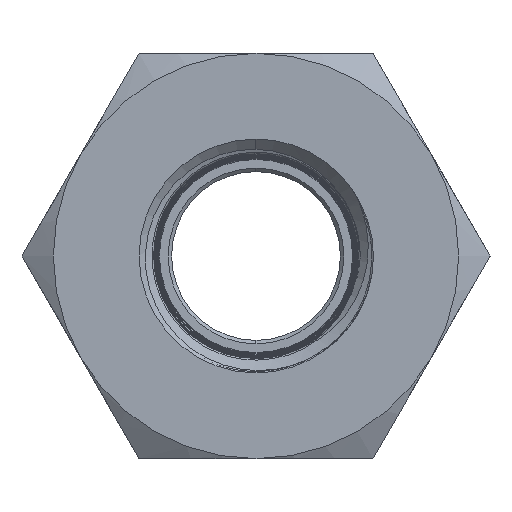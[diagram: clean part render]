
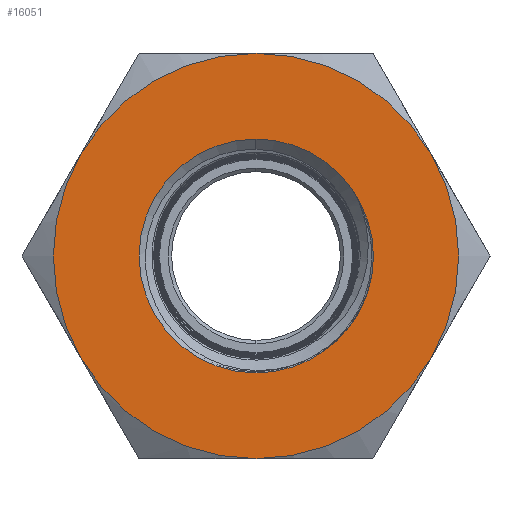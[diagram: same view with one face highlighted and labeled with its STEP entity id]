
A CAD part, front view. The second image highlights one B-rep face of the part: STEP entity #16051.
In plain terms, the highlighted planar face has unit normal (0, -1, 0).
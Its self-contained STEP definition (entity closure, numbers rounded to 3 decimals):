
#153 = CARTESIAN_POINT ( 'NONE',  ( 0., -21.3, 0. ) ) ;
#159 = CARTESIAN_POINT ( 'NONE',  ( 10.392, -21.3, 6. ) ) ;
#565 = VERTEX_POINT ( 'NONE', #22576 ) ;
#1080 = EDGE_CURVE ( 'NONE', #29364, #26185, #2242, .T. ) ;
#1491 = CARTESIAN_POINT ( 'NONE',  ( 0., -21.3, 0. ) ) ;
#1513 = ORIENTED_EDGE ( 'NONE', *, *, #6407, .T. ) ;
#1632 = CARTESIAN_POINT ( 'NONE',  ( 6.182, -21.3, 3.118 ) ) ;
#1766 = CARTESIAN_POINT ( 'NONE',  ( 6.821, -21.3, -1.353 ) ) ;
#1975 = ORIENTED_EDGE ( 'NONE', *, *, #22659, .F. ) ;
#2242 = CIRCLE ( 'NONE', #34916, 6.924 ) ;
#2832 = DIRECTION ( 'NONE',  ( 0., 0., 1. ) ) ;
#2986 = ORIENTED_EDGE ( 'NONE', *, *, #36870, .F. ) ;
#3050 = CARTESIAN_POINT ( 'NONE',  ( 0., -21.3, 0. ) ) ;
#3177 = DIRECTION ( 'NONE',  ( 0., 0., 1. ) ) ;
#3220 = ORIENTED_EDGE ( 'NONE', *, *, #40424, .F. ) ;
#3334 = DIRECTION ( 'NONE',  ( 0., 0., 1. ) ) ;
#4627 = EDGE_CURVE ( 'NONE', #23986, #12027, #12577, .T. ) ;
#4669 = DIRECTION ( 'NONE',  ( 0., 0., -1. ) ) ;
#4885 = CARTESIAN_POINT ( 'NONE',  ( 0., -21.3, -6.924 ) ) ;
#4895 = CIRCLE ( 'NONE', #39160, 12. ) ;
#4949 = CARTESIAN_POINT ( 'NONE',  ( 6.433, -21.3, -2.645 ) ) ;
#6020 = AXIS2_PLACEMENT_3D ( 'NONE', #153, #22278, #3334 ) ;
#6216 = DIRECTION ( 'NONE',  ( 0., 1., 0. ) ) ;
#6244 = DIRECTION ( 'NONE',  ( 0., 0., 1. ) ) ;
#6407 = EDGE_CURVE ( 'NONE', #26185, #31253, #35490, .T. ) ;
#6989 = CARTESIAN_POINT ( 'NONE',  ( 0., -21.3, 12. ) ) ;
#7996 = CARTESIAN_POINT ( 'NONE',  ( 6.437, -21.3, 2.635 ) ) ;
#9326 = VERTEX_POINT ( 'NONE', #31813 ) ;
#9880 = DIRECTION ( 'NONE',  ( 0., 1., 0. ) ) ;
#11167 = CARTESIAN_POINT ( 'NONE',  ( 6.823, -21.3, 1.343 ) ) ;
#11189 = AXIS2_PLACEMENT_3D ( 'NONE', #12102, #34240, #15286 ) ;
#11693 = AXIS2_PLACEMENT_3D ( 'NONE', #25156, #6216, #28350 ) ;
#11853 = AXIS2_PLACEMENT_3D ( 'NONE', #15577, #37742, #18748 ) ;
#12027 = VERTEX_POINT ( 'NONE', #21169 ) ;
#12102 = CARTESIAN_POINT ( 'NONE',  ( 0., -21.3, 0. ) ) ;
#12416 = AXIS2_PLACEMENT_3D ( 'NONE', #28844, #9880, #32015 ) ;
#12577 = CIRCLE ( 'NONE', #11693, 12. ) ;
#12882 = CIRCLE ( 'NONE', #30998, 12. ) ;
#13326 = VERTEX_POINT ( 'NONE', #159 ) ;
#14354 = CARTESIAN_POINT ( 'NONE',  ( 6.938, -21.3, 0.534 ) ) ;
#15286 = DIRECTION ( 'NONE',  ( 0., 0., 1. ) ) ;
#15577 = CARTESIAN_POINT ( 'NONE',  ( 0., -21.3, 0. ) ) ;
#15833 = FACE_OUTER_BOUND ( 'NONE', #34869, .T. ) ;
#16051 = ADVANCED_FACE ( 'NONE', ( #24229, #15833 ), #28026, .F. ) ;
#16625 = DIRECTION ( 'NONE',  ( 0., 1., 0. ) ) ;
#17542 = CARTESIAN_POINT ( 'NONE',  ( 6.953, -21.3, -0.275 ) ) ;
#18180 = ORIENTED_EDGE ( 'NONE', *, *, #30941, .F. ) ;
#18748 = DIRECTION ( 'NONE',  ( 0., 0., 1. ) ) ;
#19332 = CIRCLE ( 'NONE', #11853, 6.924 ) ;
#19560 = VERTEX_POINT ( 'NONE', #6989 ) ;
#19882 = AXIS2_PLACEMENT_3D ( 'NONE', #40805, #21786, #2832 ) ;
#20389 = ORIENTED_EDGE ( 'NONE', *, *, #1080, .T. ) ;
#20707 = CARTESIAN_POINT ( 'NONE',  ( 6.871, -21.3, -1.083 ) ) ;
#21169 = CARTESIAN_POINT ( 'NONE',  ( -10.392, -21.3, 6. ) ) ;
#21786 = DIRECTION ( 'NONE',  ( 0., 1., 0. ) ) ;
#22128 = DIRECTION ( 'NONE',  ( 0., 1., 0. ) ) ;
#22278 = DIRECTION ( 'NONE',  ( 0., 1., 0. ) ) ;
#22576 = CARTESIAN_POINT ( 'NONE',  ( 10.392, -21.3, -6. ) ) ;
#22659 = EDGE_CURVE ( 'NONE', #9326, #23986, #12882, .T. ) ;
#23520 = VERTEX_POINT ( 'NONE', #4885 ) ;
#23609 = DIRECTION ( 'NONE',  ( 0., -1., 0. ) ) ;
#23881 = CARTESIAN_POINT ( 'NONE',  ( 6.626, -21.3, -2.141 ) ) ;
#23986 = VERTEX_POINT ( 'NONE', #26848 ) ;
#24229 = FACE_BOUND ( 'NONE', #26108, .T. ) ;
#24692 = EDGE_CURVE ( 'NONE', #23520, #29364, #32461, .T. ) ;
#25156 = CARTESIAN_POINT ( 'NONE',  ( 0., -21.3, 0. ) ) ;
#25190 = DIRECTION ( 'NONE',  ( 0., 1., 0. ) ) ;
#26108 = EDGE_LOOP ( 'NONE', ( #39990, #31542, #20389, #1513 ) ) ;
#26185 = VERTEX_POINT ( 'NONE', #34040 ) ;
#26612 = CIRCLE ( 'NONE', #6020, 12. ) ;
#26848 = CARTESIAN_POINT ( 'NONE',  ( -10.392, -21.3, -6. ) ) ;
#27082 = CARTESIAN_POINT ( 'NONE',  ( 6.178, -21.3, -3.125 ) ) ;
#27731 = EDGE_CURVE ( 'NONE', #9326, #565, #4895, .T. ) ;
#28026 = PLANE ( 'NONE',  #19882 ) ;
#28350 = DIRECTION ( 'NONE',  ( 0., 0., 1. ) ) ;
#28758 = CIRCLE ( 'NONE', #33238, 12. ) ;
#28844 = CARTESIAN_POINT ( 'NONE',  ( 0., -21.3, 0. ) ) ;
#29364 = VERTEX_POINT ( 'NONE', #32684 ) ;
#29745 = CARTESIAN_POINT ( 'NONE',  ( 6.178, -21.3, -3.125 ) ) ;
#30123 = CARTESIAN_POINT ( 'NONE',  ( 6.628, -21.3, 2.131 ) ) ;
#30577 = ORIENTED_EDGE ( 'NONE', *, *, #27731, .T. ) ;
#30941 = EDGE_CURVE ( 'NONE', #13326, #565, #34227, .T. ) ;
#30998 = AXIS2_PLACEMENT_3D ( 'NONE', #3050, #25190, #6244 ) ;
#31253 = VERTEX_POINT ( 'NONE', #29745 ) ;
#31542 = ORIENTED_EDGE ( 'NONE', *, *, #24692, .T. ) ;
#31813 = CARTESIAN_POINT ( 'NONE',  ( 0., -21.3, -12. ) ) ;
#32015 = DIRECTION ( 'NONE',  ( 0., 0., 1. ) ) ;
#32461 = CIRCLE ( 'NONE', #11189, 6.924 ) ;
#32684 = CARTESIAN_POINT ( 'NONE',  ( 0., -21.3, 6.924 ) ) ;
#33238 = AXIS2_PLACEMENT_3D ( 'NONE', #35586, #16625, #38792 ) ;
#33319 = CARTESIAN_POINT ( 'NONE',  ( 6.873, -21.3, 1.074 ) ) ;
#34040 = CARTESIAN_POINT ( 'NONE',  ( 6.182, -21.3, 3.118 ) ) ;
#34227 = CIRCLE ( 'NONE', #12416, 12. ) ;
#34240 = DIRECTION ( 'NONE',  ( 0., 1., 0. ) ) ;
#34869 = EDGE_LOOP ( 'NONE', ( #2986, #3220, #35808, #1975, #30577, #18180 ) ) ;
#34916 = AXIS2_PLACEMENT_3D ( 'NONE', #41138, #22128, #3177 ) ;
#35490 = B_SPLINE_CURVE_WITH_KNOTS ( 'NONE', 3,
 ( #1632, #7996, #30123, #11167, #33319, #14354, #36528, #17542, #39705, #20707, #1766, #23881, #4949, #27082 ),
 .UNSPECIFIED., .F., .F.,
 ( 4, 2, 2, 2, 2, 2, 4 ),
 ( 0.002, 0.004, 0.004, 0.005, 0.006, 0.007, 0.008 ),
 .UNSPECIFIED. ) ;
#35586 = CARTESIAN_POINT ( 'NONE',  ( 0., -21.3, 0. ) ) ;
#35808 = ORIENTED_EDGE ( 'NONE', *, *, #4627, .F. ) ;
#36508 = EDGE_CURVE ( 'NONE', #31253, #23520, #19332, .T. ) ;
#36528 = CARTESIAN_POINT ( 'NONE',  ( 6.953, -21.3, 0.264 ) ) ;
#36870 = EDGE_CURVE ( 'NONE', #19560, #13326, #26612, .T. ) ;
#37742 = DIRECTION ( 'NONE',  ( 0., 1., 0. ) ) ;
#38792 = DIRECTION ( 'NONE',  ( 0., 0., 1. ) ) ;
#39160 = AXIS2_PLACEMENT_3D ( 'NONE', #1491, #23609, #4669 ) ;
#39705 = CARTESIAN_POINT ( 'NONE',  ( 6.936, -21.3, -0.544 ) ) ;
#39990 = ORIENTED_EDGE ( 'NONE', *, *, #36508, .T. ) ;
#40424 = EDGE_CURVE ( 'NONE', #12027, #19560, #28758, .T. ) ;
#40805 = CARTESIAN_POINT ( 'NONE',  ( 0., -21.3, 0. ) ) ;
#41138 = CARTESIAN_POINT ( 'NONE',  ( 0., -21.3, 0. ) ) ;
